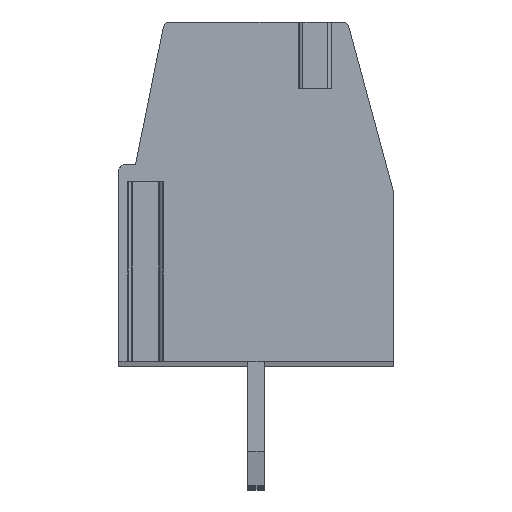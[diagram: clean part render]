
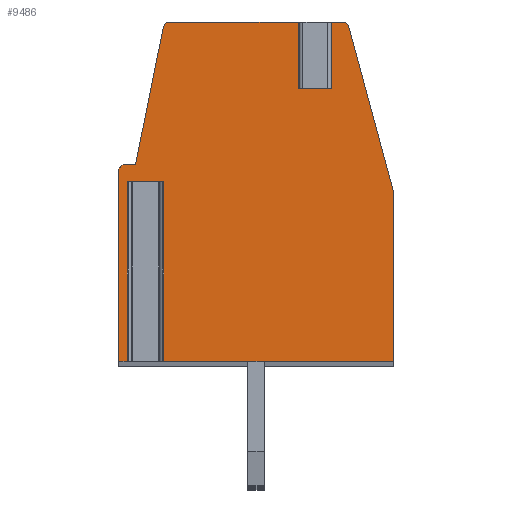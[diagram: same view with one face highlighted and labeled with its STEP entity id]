
A CAD part, top view. The second image highlights one B-rep face of the part: STEP entity #9486.
In plain terms, the highlighted planar face has unit normal (0, 0, 1).
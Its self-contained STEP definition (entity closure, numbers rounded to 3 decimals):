
#13=DIRECTION('',(-1.,0.,0.));
#14=VECTOR('',#13,1.07);
#15=CARTESIAN_POINT('',(-2.72,0.3,78.74));
#16=LINE('',#15,#14);
#17=DIRECTION('',(0.,-1.,0.));
#18=VECTOR('',#17,5.3);
#19=CARTESIAN_POINT('',(-3.79,0.3,78.74));
#20=LINE('',#19,#18);
#21=DIRECTION('',(1.,0.,0.));
#22=VECTOR('',#21,0.26);
#23=CARTESIAN_POINT('',(-4.05,-5.,78.74));
#24=LINE('',#23,#22);
#25=DIRECTION('',(0.,-1.,0.));
#26=VECTOR('',#25,5.6);
#27=CARTESIAN_POINT('',(-4.05,0.6,78.74));
#28=LINE('',#27,#26);
#29=CARTESIAN_POINT('',(-3.85,0.6,78.74));
#30=DIRECTION('',(0.,0.,1.));
#31=DIRECTION('',(0.,1.,0.));
#32=AXIS2_PLACEMENT_3D('',#29,#30,#31);
#34=DIRECTION('',(-1.,0.,0.));
#35=VECTOR('',#34,0.3);
#36=CARTESIAN_POINT('',(-3.55,0.8,78.74));
#37=LINE('',#36,#35);
#38=DIRECTION('',(-0.198,-0.98,0.));
#39=VECTOR('',#38,4.122);
#40=CARTESIAN_POINT('',(-2.732,4.84,78.74));
#41=LINE('',#40,#39);
#42=CARTESIAN_POINT('',(-2.536,4.8,78.74));
#43=DIRECTION('',(0.,0.,1.));
#44=DIRECTION('',(0.,1.,0.));
#45=AXIS2_PLACEMENT_3D('',#42,#43,#44);
#47=DIRECTION('',(-1.,0.,0.));
#48=VECTOR('',#47,3.981);
#49=CARTESIAN_POINT('',(1.445,5.,78.74));
#50=LINE('',#49,#48);
#51=DIRECTION('',(0.,-1.,0.));
#52=VECTOR('',#51,1.95);
#53=CARTESIAN_POINT('',(1.445,5.,78.74));
#54=LINE('',#53,#52);
#55=DIRECTION('',(-1.,0.,0.));
#56=VECTOR('',#55,0.6);
#57=CARTESIAN_POINT('',(2.045,3.05,78.74));
#58=LINE('',#57,#56);
#59=DIRECTION('',(0.,-1.,0.));
#60=VECTOR('',#59,1.95);
#61=CARTESIAN_POINT('',(2.045,5.,78.74));
#62=LINE('',#61,#60);
#63=DIRECTION('',(-1.,0.,0.));
#64=VECTOR('',#63,0.502);
#65=CARTESIAN_POINT('',(2.547,5.,78.74));
#66=LINE('',#65,#64);
#67=CARTESIAN_POINT('',(2.547,4.8,78.74));
#68=DIRECTION('',(0.,0.,1.));
#69=DIRECTION('',(0.965,0.261,0.));
#70=AXIS2_PLACEMENT_3D('',#67,#68,#69);
#72=DIRECTION('',(-0.261,0.965,0.));
#73=VECTOR('',#72,5.026);
#74=CARTESIAN_POINT('',(4.05,0.,78.74));
#75=LINE('',#74,#73);
#76=DIRECTION('',(0.,1.,0.));
#77=VECTOR('',#76,5.);
#78=CARTESIAN_POINT('',(4.05,-5.,78.74));
#79=LINE('',#78,#77);
#80=DIRECTION('',(1.,0.,0.));
#81=VECTOR('',#80,6.77);
#82=CARTESIAN_POINT('',(-2.72,-5.,78.74));
#83=LINE('',#82,#81);
#84=DIRECTION('',(0.,-1.,0.));
#85=VECTOR('',#84,5.3);
#86=CARTESIAN_POINT('',(-2.72,0.3,78.74));
#87=LINE('',#86,#85);
#7403=CARTESIAN_POINT('',(4.05,0.,78.74));
#7404=CARTESIAN_POINT('',(2.74,4.852,78.74));
#7405=VERTEX_POINT('',#7403);
#7406=VERTEX_POINT('',#7404);
#7407=CARTESIAN_POINT('',(2.547,5.,78.74));
#7408=VERTEX_POINT('',#7407);
#7409=CARTESIAN_POINT('',(-2.536,5.,78.74));
#7410=CARTESIAN_POINT('',(-2.732,4.84,78.74));
#7411=VERTEX_POINT('',#7409);
#7412=VERTEX_POINT('',#7410);
#7413=CARTESIAN_POINT('',(-3.55,0.8,78.74));
#7414=VERTEX_POINT('',#7413);
#7415=CARTESIAN_POINT('',(-3.85,0.8,78.74));
#7416=VERTEX_POINT('',#7415);
#7417=CARTESIAN_POINT('',(-4.05,0.6,78.74));
#7418=VERTEX_POINT('',#7417);
#7419=CARTESIAN_POINT('',(-4.05,-5.,78.74));
#7420=VERTEX_POINT('',#7419);
#7421=CARTESIAN_POINT('',(4.05,-5.,78.74));
#7422=VERTEX_POINT('',#7421);
#7483=CARTESIAN_POINT('',(2.045,3.05,78.74));
#7484=CARTESIAN_POINT('',(1.445,3.05,78.74));
#7485=VERTEX_POINT('',#7483);
#7486=VERTEX_POINT('',#7484);
#7487=CARTESIAN_POINT('',(1.445,5.,78.74));
#7488=VERTEX_POINT('',#7487);
#7489=CARTESIAN_POINT('',(2.045,5.,78.74));
#7490=VERTEX_POINT('',#7489);
#7503=CARTESIAN_POINT('',(-2.72,0.3,78.74));
#7504=CARTESIAN_POINT('',(-3.79,0.3,78.74));
#7505=VERTEX_POINT('',#7503);
#7506=VERTEX_POINT('',#7504);
#7507=CARTESIAN_POINT('',(-2.72,-5.,78.74));
#7508=VERTEX_POINT('',#7507);
#7509=CARTESIAN_POINT('',(-3.79,-5.,78.74));
#7510=VERTEX_POINT('',#7509);
#9443=CARTESIAN_POINT('',(0.,0.,78.74));
#9444=DIRECTION('',(0.,0.,1.));
#9445=DIRECTION('',(1.,0.,0.));
#9446=AXIS2_PLACEMENT_3D('',#9443,#9444,#9445);
#9447=PLANE('',#9446);
#9449=ORIENTED_EDGE('',*,*,#9448,.T.);
#9451=ORIENTED_EDGE('',*,*,#9450,.T.);
#9453=ORIENTED_EDGE('',*,*,#9452,.F.);
#9455=ORIENTED_EDGE('',*,*,#9454,.F.);
#9457=ORIENTED_EDGE('',*,*,#9456,.F.);
#9459=ORIENTED_EDGE('',*,*,#9458,.F.);
#9461=ORIENTED_EDGE('',*,*,#9460,.F.);
#9463=ORIENTED_EDGE('',*,*,#9462,.F.);
#9465=ORIENTED_EDGE('',*,*,#9464,.F.);
#9467=ORIENTED_EDGE('',*,*,#9466,.T.);
#9469=ORIENTED_EDGE('',*,*,#9468,.F.);
#9471=ORIENTED_EDGE('',*,*,#9470,.F.);
#9473=ORIENTED_EDGE('',*,*,#9472,.F.);
#9475=ORIENTED_EDGE('',*,*,#9474,.F.);
#9477=ORIENTED_EDGE('',*,*,#9476,.F.);
#9479=ORIENTED_EDGE('',*,*,#9478,.F.);
#9481=ORIENTED_EDGE('',*,*,#9480,.F.);
#9483=ORIENTED_EDGE('',*,*,#9482,.F.);
#9484=EDGE_LOOP('',(#9449,#9451,#9453,#9455,#9457,#9459,#9461,#9463,#9465,#9467,
#9469,#9471,#9473,#9475,#9477,#9479,#9481,#9483));
#9485=FACE_OUTER_BOUND('',#9484,.F.);
#33=CIRCLE('',#32,0.2);
#46=CIRCLE('',#45,0.2);
#71=CIRCLE('',#70,0.2);
#9448=EDGE_CURVE('',#7505,#7506,#16,.T.);
#9450=EDGE_CURVE('',#7506,#7510,#20,.T.);
#9452=EDGE_CURVE('',#7420,#7510,#24,.T.);
#9454=EDGE_CURVE('',#7418,#7420,#28,.T.);
#9456=EDGE_CURVE('',#7416,#7418,#33,.T.);
#9458=EDGE_CURVE('',#7414,#7416,#37,.T.);
#9460=EDGE_CURVE('',#7412,#7414,#41,.T.);
#9462=EDGE_CURVE('',#7411,#7412,#46,.T.);
#9464=EDGE_CURVE('',#7488,#7411,#50,.T.);
#9466=EDGE_CURVE('',#7488,#7486,#54,.T.);
#9468=EDGE_CURVE('',#7485,#7486,#58,.T.);
#9470=EDGE_CURVE('',#7490,#7485,#62,.T.);
#9472=EDGE_CURVE('',#7408,#7490,#66,.T.);
#9474=EDGE_CURVE('',#7406,#7408,#71,.T.);
#9476=EDGE_CURVE('',#7405,#7406,#75,.T.);
#9478=EDGE_CURVE('',#7422,#7405,#79,.T.);
#9480=EDGE_CURVE('',#7508,#7422,#83,.T.);
#9482=EDGE_CURVE('',#7505,#7508,#87,.T.);
#9486=ADVANCED_FACE('',(#9485),#9447,.T.);
